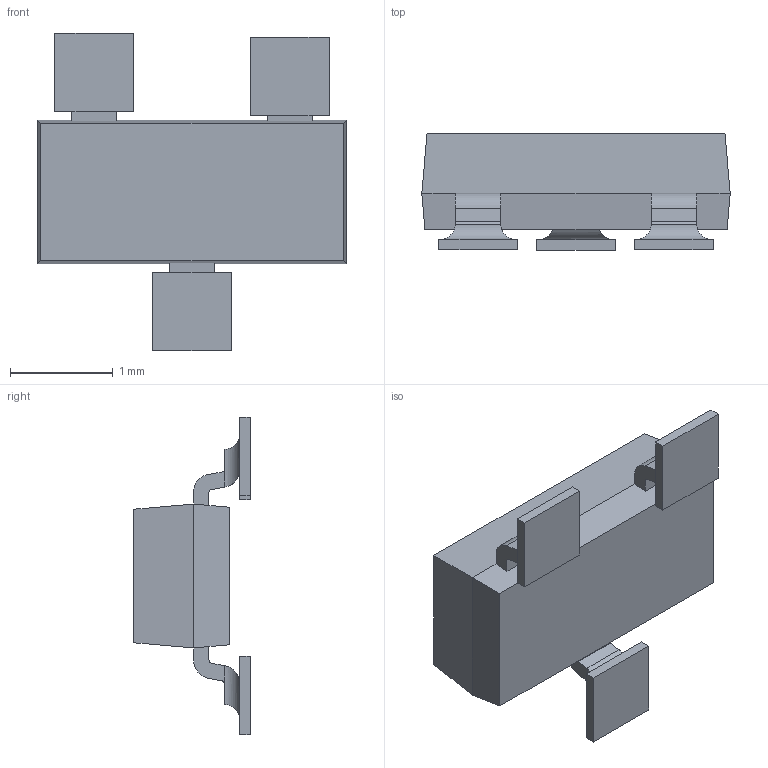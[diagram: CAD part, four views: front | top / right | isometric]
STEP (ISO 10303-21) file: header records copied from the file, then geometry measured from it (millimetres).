
FILE_DESCRIPTION (( 'STEP AP214' ), '1' );
FILE_NAME ('User Library-ssot3.STEP', '2020-03-25T18:59:04', ( '' ), ( '' ), 'SwSTEP 2.0', 'SolidWorks 2019', '' );
FILE_SCHEMA (( 'AUTOMOTIVE_DESIGN' ));
Length unit declared in the file: millimetre
Products named in the file (1): User Library-ssot3
Bounding box: 3 x 1.13 x 3.08 mm (x, y, z)
Volume: 4.1 mm3; surface area: 22.2 mm2
Topology: 1 solids, 1 shells, 70 faces, 179 edges, 114 vertices
Faces by surface type: plane 49, cylinder 21
Entity records: 2787 total; most frequent: CARTESIAN_POINT 424, ORIENTED_EDGE 358, DIRECTION 325, EDGE_CURVE 179, VECTOR 143, LINE 143, VERTEX_POINT 114, AXIS2_PLACEMENT_3D 91
